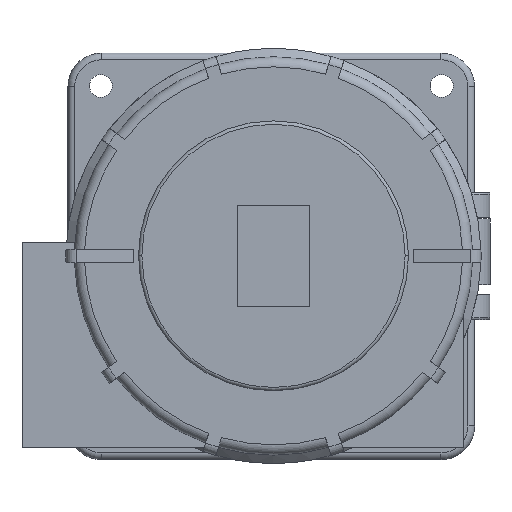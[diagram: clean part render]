
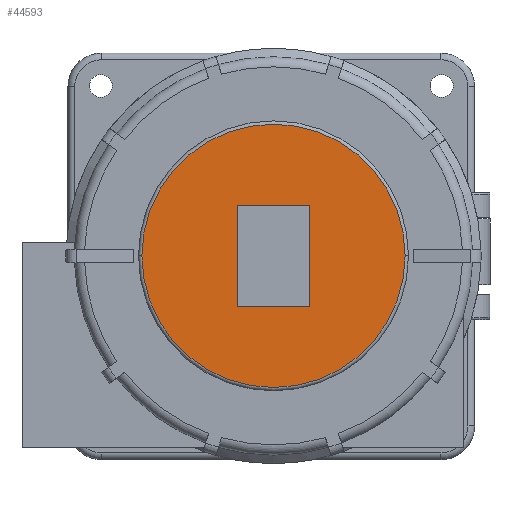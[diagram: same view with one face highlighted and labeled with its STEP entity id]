
A CAD part, top view. The second image highlights one B-rep face of the part: STEP entity #44593.
In plain terms, the highlighted planar face has unit normal (0, 0, 1).
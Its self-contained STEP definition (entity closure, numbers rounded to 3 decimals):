
#39873=CARTESIAN_POINT('',(0.649,0.,61.372));
#39874=DIRECTION('',(0.,0.,1.));
#39875=DIRECTION('',(1.,0.,0.));
#39876=AXIS2_PLACEMENT_3D('',#39873,#39874,#39875);
#39878=CARTESIAN_POINT('',(0.649,0.,61.372));
#39879=DIRECTION('',(0.,0.,1.));
#39880=DIRECTION('',(-1.,0.,0.));
#39881=AXIS2_PLACEMENT_3D('',#39878,#39879,#39880);
#39883=DIRECTION('',(0.,1.,0.));
#39884=VECTOR('',#39883,30.);
#39885=CARTESIAN_POINT('',(11.399,-15.,61.372));
#39886=LINE('',#39885,#39884);
#39887=DIRECTION('',(-1.,0.,0.));
#39888=VECTOR('',#39887,21.5);
#39889=CARTESIAN_POINT('',(11.399,15.,61.372));
#39890=LINE('',#39889,#39888);
#39891=DIRECTION('',(0.,-1.,0.));
#39892=VECTOR('',#39891,30.);
#39893=CARTESIAN_POINT('',(-10.101,15.,61.372));
#39894=LINE('',#39893,#39892);
#39895=DIRECTION('',(1.,0.,0.));
#39896=VECTOR('',#39895,21.5);
#39897=CARTESIAN_POINT('',(-10.101,-15.,61.372));
#39898=LINE('',#39897,#39896);
#40847=CARTESIAN_POINT('',(39.649,0.,61.372));
#40848=CARTESIAN_POINT('',(-38.351,0.,61.372));
#40849=VERTEX_POINT('',#40847);
#40850=VERTEX_POINT('',#40848);
#40911=CARTESIAN_POINT('',(11.399,-15.,61.372));
#40912=CARTESIAN_POINT('',(11.399,15.,61.372));
#40913=VERTEX_POINT('',#40911);
#40914=VERTEX_POINT('',#40912);
#40915=CARTESIAN_POINT('',(-10.101,15.,61.372));
#40916=VERTEX_POINT('',#40915);
#40917=CARTESIAN_POINT('',(-10.101,-15.,61.372));
#40918=VERTEX_POINT('',#40917);
#44573=CARTESIAN_POINT('',(0.649,0.,61.372));
#44574=DIRECTION('',(0.,0.,-1.));
#44575=DIRECTION('',(-1.,0.,0.));
#44576=AXIS2_PLACEMENT_3D('',#44573,#44574,#44575);
#44577=PLANE('',#44576);
#44578=ORIENTED_EDGE('',*,*,#44563,.F.);
#44580=ORIENTED_EDGE('',*,*,#44579,.F.);
#44581=EDGE_LOOP('',(#44578,#44580));
#44582=FACE_OUTER_BOUND('',#44581,.F.);
#44584=ORIENTED_EDGE('',*,*,#44583,.T.);
#44586=ORIENTED_EDGE('',*,*,#44585,.T.);
#44588=ORIENTED_EDGE('',*,*,#44587,.T.);
#44590=ORIENTED_EDGE('',*,*,#44589,.T.);
#44591=EDGE_LOOP('',(#44584,#44586,#44588,#44590));
#44592=FACE_BOUND('',#44591,.F.);
#39877=CIRCLE('',#39876,39.);
#39882=CIRCLE('',#39881,39.);
#44563=EDGE_CURVE('',#40849,#40850,#39877,.T.);
#44579=EDGE_CURVE('',#40850,#40849,#39882,.T.);
#44583=EDGE_CURVE('',#40913,#40914,#39886,.T.);
#44585=EDGE_CURVE('',#40914,#40916,#39890,.T.);
#44587=EDGE_CURVE('',#40916,#40918,#39894,.T.);
#44589=EDGE_CURVE('',#40918,#40913,#39898,.T.);
#44593=ADVANCED_FACE('',(#44582,#44592),#44577,.F.);
